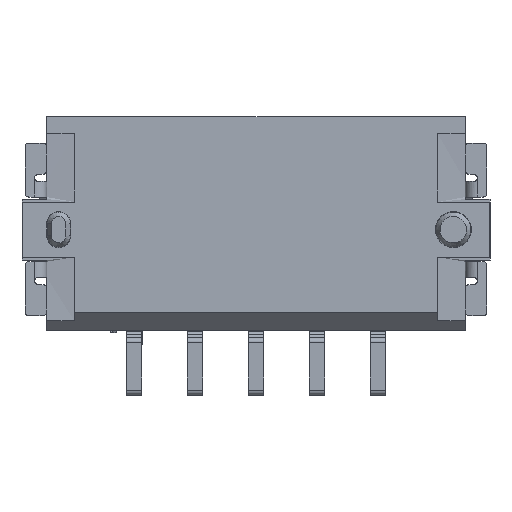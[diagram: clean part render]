
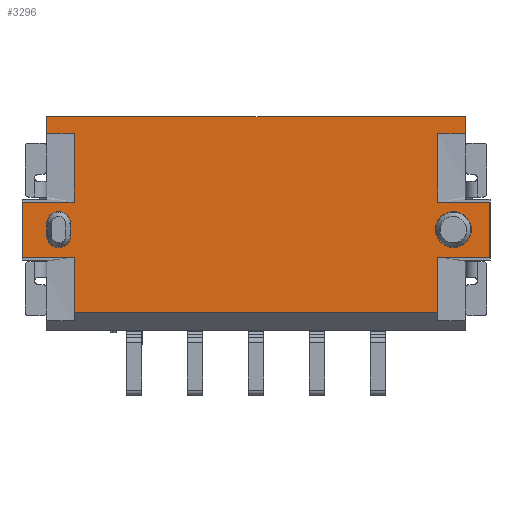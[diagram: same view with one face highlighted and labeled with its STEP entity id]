
A CAD part, front view. The second image highlights one B-rep face of the part: STEP entity #3296.
In plain terms, the highlighted planar face has unit normal (0, -1, 0).
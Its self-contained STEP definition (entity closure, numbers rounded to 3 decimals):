
#2716=CARTESIAN_POINT('',(12.66,-2.45,0.75));
#2717=VERTEX_POINT('',#2716);
#2724=CARTESIAN_POINT('',(-2.5,-2.45,0.75));
#2725=VERTEX_POINT('',#2724);
#2726=CARTESIAN_POINT('',(12.66,-2.45,0.75));
#2727=DIRECTION('',(-1.,0.,0.));
#2728=VECTOR('',#2727,15.16);
#2729=LINE('',#2726,#2728);
#2730=EDGE_CURVE('',#2717,#2725,#2729,.T.);
#3059=CARTESIAN_POINT('',(-3.65,-2.45,8.9));
#3060=VERTEX_POINT('',#3059);
#3067=CARTESIAN_POINT('',(13.81,-2.45,8.9));
#3068=VERTEX_POINT('',#3067);
#3069=CARTESIAN_POINT('',(-3.65,-2.45,8.9));
#3070=DIRECTION('',(1.,0.,0.));
#3071=VECTOR('',#3070,17.46);
#3072=LINE('',#3069,#3071);
#3073=EDGE_CURVE('',#3060,#3068,#3072,.T.);
#3132=CARTESIAN_POINT('',(5.08,-2.45,4.825));
#3133=DIRECTION('',(0.,0.,-1.));
#3134=DIRECTION('',(0.,-1.,0.));
#3135=AXIS2_PLACEMENT_3D('',#3132,#3134,#3133);
#3136=PLANE('',#3135);
#3137=CARTESIAN_POINT('',(12.66,-2.45,3.05));
#3138=VERTEX_POINT('',#3137);
#3139=CARTESIAN_POINT('',(12.66,-2.45,0.75));
#3140=DIRECTION('',(0.,0.,1.));
#3141=VECTOR('',#3140,2.3);
#3142=LINE('',#3139,#3141);
#3143=EDGE_CURVE('',#2717,#3138,#3142,.T.);
#3144=ORIENTED_EDGE('',*,*,#3143,.T.);
#3145=CARTESIAN_POINT('',(14.84,-2.45,3.05));
#3146=VERTEX_POINT('',#3145);
#3147=CARTESIAN_POINT('',(12.66,-2.45,3.05));
#3148=DIRECTION('',(1.,0.,0.));
#3149=VECTOR('',#3148,2.18);
#3150=LINE('',#3147,#3149);
#3151=EDGE_CURVE('',#3138,#3146,#3150,.T.);
#3152=ORIENTED_EDGE('',*,*,#3151,.T.);
#3153=CARTESIAN_POINT('',(14.84,-2.45,5.35));
#3154=VERTEX_POINT('',#3153);
#3155=CARTESIAN_POINT('',(14.84,-2.45,3.05));
#3156=DIRECTION('',(0.,0.,1.));
#3157=VECTOR('',#3156,2.3);
#3158=LINE('',#3155,#3157);
#3159=EDGE_CURVE('',#3146,#3154,#3158,.T.);
#3160=ORIENTED_EDGE('',*,*,#3159,.T.);
#3161=CARTESIAN_POINT('',(12.66,-2.45,5.35));
#3162=VERTEX_POINT('',#3161);
#3163=CARTESIAN_POINT('',(14.84,-2.45,5.35));
#3164=DIRECTION('',(-1.,0.,0.));
#3165=VECTOR('',#3164,2.18);
#3166=LINE('',#3163,#3165);
#3167=EDGE_CURVE('',#3154,#3162,#3166,.T.);
#3168=ORIENTED_EDGE('',*,*,#3167,.T.);
#3169=CARTESIAN_POINT('',(12.66,-2.45,8.2));
#3170=VERTEX_POINT('',#3169);
#3171=CARTESIAN_POINT('',(12.66,-2.45,5.35));
#3172=DIRECTION('',(0.,0.,1.));
#3173=VECTOR('',#3172,2.85);
#3174=LINE('',#3171,#3173);
#3175=EDGE_CURVE('',#3162,#3170,#3174,.T.);
#3176=ORIENTED_EDGE('',*,*,#3175,.T.);
#3177=CARTESIAN_POINT('',(13.81,-2.45,8.2));
#3178=VERTEX_POINT('',#3177);
#3179=CARTESIAN_POINT('',(12.66,-2.45,8.2));
#3180=DIRECTION('',(1.,0.,0.));
#3181=VECTOR('',#3180,1.15);
#3182=LINE('',#3179,#3181);
#3183=EDGE_CURVE('',#3170,#3178,#3182,.T.);
#3184=ORIENTED_EDGE('',*,*,#3183,.T.);
#3185=CARTESIAN_POINT('',(13.81,-2.45,8.9));
#3186=DIRECTION('',(0.,0.,-1.));
#3187=VECTOR('',#3186,0.7);
#3188=LINE('',#3185,#3187);
#3189=EDGE_CURVE('',#3068,#3178,#3188,.T.);
#3190=ORIENTED_EDGE('',*,*,#3189,.F.);
#3191=ORIENTED_EDGE('',*,*,#3073,.F.);
#3192=CARTESIAN_POINT('',(-3.65,-2.45,8.2));
#3193=VERTEX_POINT('',#3192);
#3194=CARTESIAN_POINT('',(-3.65,-2.45,8.9));
#3195=DIRECTION('',(0.,0.,-1.));
#3196=VECTOR('',#3195,0.7);
#3197=LINE('',#3194,#3196);
#3198=EDGE_CURVE('',#3060,#3193,#3197,.T.);
#3199=ORIENTED_EDGE('',*,*,#3198,.T.);
#3200=CARTESIAN_POINT('',(-2.5,-2.45,8.2));
#3201=VERTEX_POINT('',#3200);
#3202=CARTESIAN_POINT('',(-3.65,-2.45,8.2));
#3203=DIRECTION('',(1.,0.,0.));
#3204=VECTOR('',#3203,1.15);
#3205=LINE('',#3202,#3204);
#3206=EDGE_CURVE('',#3193,#3201,#3205,.T.);
#3207=ORIENTED_EDGE('',*,*,#3206,.T.);
#3208=CARTESIAN_POINT('',(-2.5,-2.45,5.35));
#3209=VERTEX_POINT('',#3208);
#3210=CARTESIAN_POINT('',(-2.5,-2.45,8.2));
#3211=DIRECTION('',(0.,0.,-1.));
#3212=VECTOR('',#3211,2.85);
#3213=LINE('',#3210,#3212);
#3214=EDGE_CURVE('',#3201,#3209,#3213,.T.);
#3215=ORIENTED_EDGE('',*,*,#3214,.T.);
#3216=CARTESIAN_POINT('',(-4.68,-2.45,5.35));
#3217=VERTEX_POINT('',#3216);
#3218=CARTESIAN_POINT('',(-2.5,-2.45,5.35));
#3219=DIRECTION('',(-1.,0.,0.));
#3220=VECTOR('',#3219,2.18);
#3221=LINE('',#3218,#3220);
#3222=EDGE_CURVE('',#3209,#3217,#3221,.T.);
#3223=ORIENTED_EDGE('',*,*,#3222,.T.);
#3224=CARTESIAN_POINT('',(-4.68,-2.45,3.05));
#3225=VERTEX_POINT('',#3224);
#3226=CARTESIAN_POINT('',(-4.68,-2.45,5.35));
#3227=DIRECTION('',(0.,0.,-1.));
#3228=VECTOR('',#3227,2.3);
#3229=LINE('',#3226,#3228);
#3230=EDGE_CURVE('',#3217,#3225,#3229,.T.);
#3231=ORIENTED_EDGE('',*,*,#3230,.T.);
#3232=CARTESIAN_POINT('',(-2.5,-2.45,3.05));
#3233=VERTEX_POINT('',#3232);
#3234=CARTESIAN_POINT('',(-4.68,-2.45,3.05));
#3235=DIRECTION('',(1.,0.,0.));
#3236=VECTOR('',#3235,2.18);
#3237=LINE('',#3234,#3236);
#3238=EDGE_CURVE('',#3225,#3233,#3237,.T.);
#3239=ORIENTED_EDGE('',*,*,#3238,.T.);
#3240=CARTESIAN_POINT('',(-2.5,-2.45,3.05));
#3241=DIRECTION('',(0.,0.,-1.));
#3242=VECTOR('',#3241,2.3);
#3243=LINE('',#3240,#3242);
#3244=EDGE_CURVE('',#3233,#2725,#3243,.T.);
#3245=ORIENTED_EDGE('',*,*,#3244,.T.);
#3246=ORIENTED_EDGE('',*,*,#2730,.F.);
#3247=EDGE_LOOP('',(#3144,#3152,#3160,#3168,#3176,#3184,#3190,#3191,#3199,#3207,#3215,#3223,#3231,#3239,#3245,#3246));
#3248=FACE_OUTER_BOUND('',#3247,.T.);
#3249=CARTESIAN_POINT('',(-2.65,-2.45,4.45));
#3250=VERTEX_POINT('',#3249);
#3251=CARTESIAN_POINT('',(-2.65,-2.45,3.95));
#3252=VERTEX_POINT('',#3251);
#3253=CARTESIAN_POINT('',(-2.65,-2.45,4.45));
#3254=DIRECTION('',(0.,0.,-1.));
#3255=VECTOR('',#3254,0.5);
#3256=LINE('',#3253,#3255);
#3257=EDGE_CURVE('',#3250,#3252,#3256,.T.);
#3258=ORIENTED_EDGE('',*,*,#3257,.T.);
#3259=CARTESIAN_POINT('',(-3.65,-2.45,3.95));
#3260=VERTEX_POINT('',#3259);
#3261=CARTESIAN_POINT('',(-3.15,-2.45,3.95));
#3262=DIRECTION('',(1.,0.,0.));
#3263=DIRECTION('',(0.,1.,0.));
#3264=AXIS2_PLACEMENT_3D('',#3261,#3263,#3262);
#3265=CIRCLE('',#3264,0.5);
#3266=EDGE_CURVE('',#3252,#3260,#3265,.T.);
#3267=ORIENTED_EDGE('',*,*,#3266,.T.);
#3268=CARTESIAN_POINT('',(-3.65,-2.45,4.45));
#3269=VERTEX_POINT('',#3268);
#3270=CARTESIAN_POINT('',(-3.65,-2.45,3.95));
#3271=DIRECTION('',(0.,0.,1.));
#3272=VECTOR('',#3271,0.5);
#3273=LINE('',#3270,#3272);
#3274=EDGE_CURVE('',#3260,#3269,#3273,.T.);
#3275=ORIENTED_EDGE('',*,*,#3274,.T.);
#3276=CARTESIAN_POINT('',(-3.15,-2.45,4.45));
#3277=DIRECTION('',(-1.,0.,0.));
#3278=DIRECTION('',(0.,1.,0.));
#3279=AXIS2_PLACEMENT_3D('',#3276,#3278,#3277);
#3280=CIRCLE('',#3279,0.5);
#3281=EDGE_CURVE('',#3269,#3250,#3280,.T.);
#3282=ORIENTED_EDGE('',*,*,#3281,.T.);
#3283=EDGE_LOOP('',(#3258,#3267,#3275,#3282));
#3284=FACE_BOUND('',#3283,.T.);
#3285=CARTESIAN_POINT('',(12.56,-2.45,4.2));
#3286=VERTEX_POINT('',#3285);
#3287=CARTESIAN_POINT('',(13.31,-2.45,4.2));
#3288=DIRECTION('',(-1.,0.,0.));
#3289=DIRECTION('',(0.,1.,0.));
#3290=AXIS2_PLACEMENT_3D('',#3287,#3289,#3288);
#3291=CIRCLE('',#3290,0.75);
#3292=EDGE_CURVE('',#3286,#3286,#3291,.T.);
#3293=ORIENTED_EDGE('',*,*,#3292,.T.);
#3294=EDGE_LOOP('',(#3293));
#3295=FACE_BOUND('',#3294,.T.);
#3296=ADVANCED_FACE('',(#3248,#3284,#3295),#3136,.T.);
